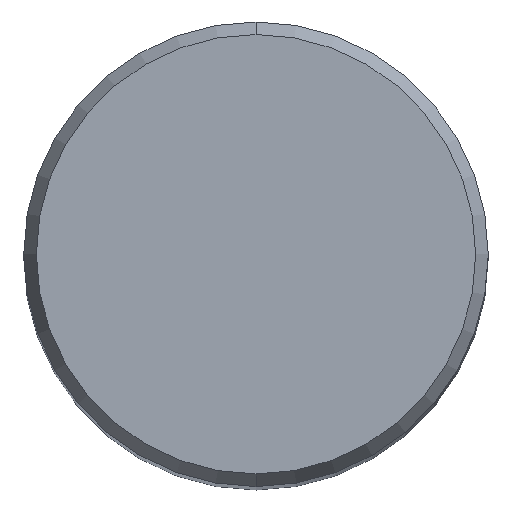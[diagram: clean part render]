
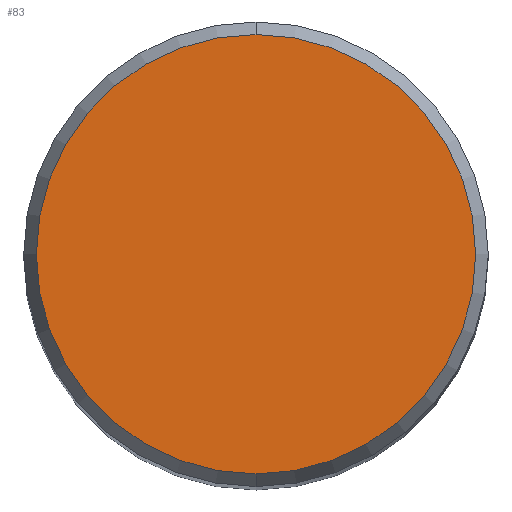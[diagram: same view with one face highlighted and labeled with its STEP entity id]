
A CAD part, top view. The second image highlights one B-rep face of the part: STEP entity #83.
In plain terms, the highlighted planar face has unit normal (0, 0, 1).
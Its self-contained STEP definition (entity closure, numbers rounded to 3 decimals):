
#53=EDGE_CURVE('',#67,#71,#117,.T.);
#55=EDGE_CURVE('',#71,#67,#119,.T.);
#67=VERTEX_POINT('',#133);
#71=VERTEX_POINT('',#137);
#83=ADVANCED_FACE('',(#150),#151,.T.);
#117=CIRCLE('',#178,12.012);
#119=CIRCLE('',#181,12.012);
#133=CARTESIAN_POINT('',(0.0,12.012,0.0));
#137=CARTESIAN_POINT('',(0.,-12.012,0.0));
#150=FACE_OUTER_BOUND('',#218,.T.);
#151=PLANE('',#219);
#178=AXIS2_PLACEMENT_3D('',#249,#250,#251);
#181=AXIS2_PLACEMENT_3D('',#252,#253,#254);
#218=EDGE_LOOP('',(#290,#291));
#219=AXIS2_PLACEMENT_3D('',#292,#293,#294);
#249=CARTESIAN_POINT('',(0.0,0.0,0.0));
#250=DIRECTION('',(0.0,0.0,-1.0));
#251=DIRECTION('',(0.0,1.0,0.0));
#252=CARTESIAN_POINT('',(0.0,0.0,0.0));
#253=DIRECTION('',(0.0,0.0,-1.0));
#254=DIRECTION('',(0.0,1.0,0.0));
#290=ORIENTED_EDGE('',*,*,#53,.F.);
#291=ORIENTED_EDGE('',*,*,#55,.F.);
#292=CARTESIAN_POINT('',(0.0,6.006,0.0));
#293=DIRECTION('',(-0.0,0.0,1.0));
#294=DIRECTION('',(0.0,-1.0,0.0));
